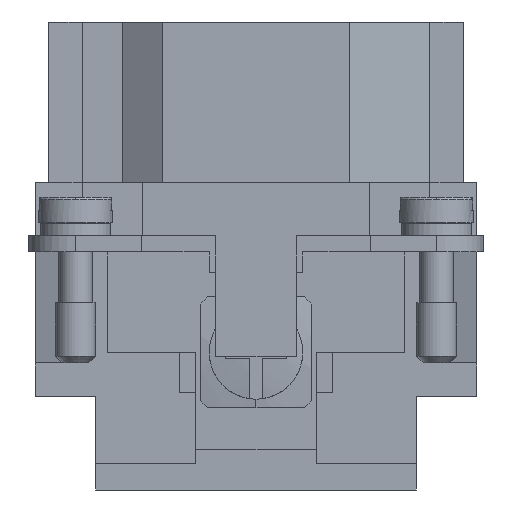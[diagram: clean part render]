
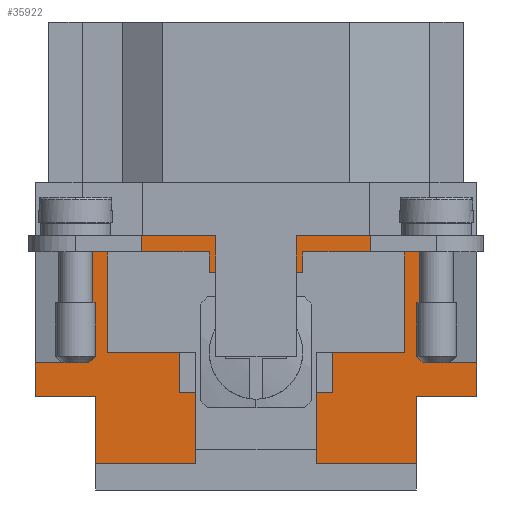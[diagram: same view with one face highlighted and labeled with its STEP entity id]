
A CAD part, left-side view. The second image highlights one B-rep face of the part: STEP entity #35922.
In plain terms, the highlighted planar face has unit normal (-1, 0, 0).
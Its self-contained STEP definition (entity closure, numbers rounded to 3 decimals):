
#31538=CARTESIAN_POINT('',(-45.0,-13.,-4.2));
#31539=VERTEX_POINT('',#31538);
#31546=CARTESIAN_POINT('',(-45.0,-13.0,-4.4));
#31547=VERTEX_POINT('',#31546);
#31548=CARTESIAN_POINT('',(-45.0,-13.0,-4.4));
#31549=DIRECTION('',(0.0,0.0,1.0));
#31550=VECTOR('',#31549,0.2);
#31551=LINE('',#31548,#31550);
#31552=EDGE_CURVE('',#31547,#31539,#31551,.T.);
#35572=CARTESIAN_POINT('',(-45.0,13.0,-9.406));
#35573=VERTEX_POINT('',#35572);
#35582=CARTESIAN_POINT('',(-45.0,12.99,-9.406));
#35583=VERTEX_POINT('',#35582);
#35584=CARTESIAN_POINT('',(-45.0,12.99,-9.406));
#35585=DIRECTION('',(0.0,1.0,0.0));
#35586=VECTOR('',#35585,0.01);
#35587=LINE('',#35584,#35586);
#35588=EDGE_CURVE('',#35583,#35573,#35587,.T.);
#35630=CARTESIAN_POINT('',(-45.0,13.0,-4.4));
#35631=VERTEX_POINT('',#35630);
#35662=CARTESIAN_POINT('',(-45.0,12.99,-4.4));
#35663=VERTEX_POINT('',#35662);
#35670=CARTESIAN_POINT('',(-45.0,13.0,-4.4));
#35671=DIRECTION('',(0.0,-1.0,0.0));
#35672=VECTOR('',#35671,0.01);
#35673=LINE('',#35670,#35672);
#35674=EDGE_CURVE('',#35631,#35663,#35673,.T.);
#35684=CARTESIAN_POINT('',(-45.0,12.99,-4.4));
#35685=DIRECTION('',(0.0,0.0,-1.0));
#35686=VECTOR('',#35685,5.006);
#35687=LINE('',#35684,#35686);
#35688=EDGE_CURVE('',#35663,#35583,#35687,.T.);
#35723=CARTESIAN_POINT('',(-45.0,0.0,-3.));
#35724=DIRECTION('',(1.0,0.0,0.0));
#35725=DIRECTION('',(0.0,0.0,-1.0));
#35726=AXIS2_PLACEMENT_3D('',#35723,#35724,#35725);
#35727=PLANE('',#35726);
#35728=ORIENTED_EDGE('',*,*,#35674,.T.);
#35729=ORIENTED_EDGE('',*,*,#35688,.T.);
#35730=ORIENTED_EDGE('',*,*,#35588,.T.);
#35731=CARTESIAN_POINT('',(-45.0,13.,-12.5));
#35732=VERTEX_POINT('',#35731);
#35733=CARTESIAN_POINT('',(-45.0,13.0,-9.406));
#35734=DIRECTION('',(0.0,0.0,-1.0));
#35735=VECTOR('',#35734,3.094);
#35736=LINE('',#35733,#35735);
#35737=EDGE_CURVE('',#35573,#35732,#35736,.T.);
#35738=ORIENTED_EDGE('',*,*,#35737,.T.);
#35739=CARTESIAN_POINT('',(-45.0,16.5,-12.5));
#35740=VERTEX_POINT('',#35739);
#35741=CARTESIAN_POINT('',(-45.0,13.,-12.5));
#35742=DIRECTION('',(0.0,1.0,0.0));
#35743=VECTOR('',#35742,3.5);
#35744=LINE('',#35741,#35743);
#35745=EDGE_CURVE('',#35732,#35740,#35744,.T.);
#35746=ORIENTED_EDGE('',*,*,#35745,.T.);
#35747=CARTESIAN_POINT('',(-45.0,16.5,-15.0));
#35748=VERTEX_POINT('',#35747);
#35749=CARTESIAN_POINT('',(-45.0,16.5,-15.0));
#35750=DIRECTION('',(0.0,0.0,1.0));
#35751=VECTOR('',#35750,2.5);
#35752=LINE('',#35749,#35751);
#35753=EDGE_CURVE('',#35748,#35740,#35752,.T.);
#35754=ORIENTED_EDGE('',*,*,#35753,.F.);
#35755=CARTESIAN_POINT('',(-45.0,12.0,-15.0));
#35756=VERTEX_POINT('',#35755);
#35757=CARTESIAN_POINT('',(-45.0,16.5,-15.0));
#35758=DIRECTION('',(0.0,-1.0,0.0));
#35759=VECTOR('',#35758,4.5);
#35760=LINE('',#35757,#35759);
#35761=EDGE_CURVE('',#35748,#35756,#35760,.T.);
#35762=ORIENTED_EDGE('',*,*,#35761,.T.);
#35763=CARTESIAN_POINT('',(-45.0,12.0,-20.0));
#35764=VERTEX_POINT('',#35763);
#35765=CARTESIAN_POINT('',(-45.0,12.0,-15.0));
#35766=DIRECTION('',(0.0,0.0,-1.0));
#35767=VECTOR('',#35766,5.0);
#35768=LINE('',#35765,#35767);
#35769=EDGE_CURVE('',#35756,#35764,#35768,.T.);
#35770=ORIENTED_EDGE('',*,*,#35769,.T.);
#35771=CARTESIAN_POINT('',(-45.0,4.55,-20.0));
#35772=VERTEX_POINT('',#35771);
#35773=CARTESIAN_POINT('',(-45.0,4.55,-20.0));
#35774=DIRECTION('',(0.0,1.0,0.0));
#35775=VECTOR('',#35774,7.45);
#35776=LINE('',#35773,#35775);
#35777=EDGE_CURVE('',#35772,#35764,#35776,.T.);
#35778=ORIENTED_EDGE('',*,*,#35777,.F.);
#35779=CARTESIAN_POINT('',(-45.0,4.55,-16.5));
#35780=VERTEX_POINT('',#35779);
#35781=CARTESIAN_POINT('',(-45.0,4.55,-20.0));
#35782=DIRECTION('',(0.0,0.0,1.0));
#35783=VECTOR('',#35782,3.5);
#35784=LINE('',#35781,#35783);
#35785=EDGE_CURVE('',#35772,#35780,#35784,.T.);
#35786=ORIENTED_EDGE('',*,*,#35785,.T.);
#35787=CARTESIAN_POINT('',(-45.0,-4.55,-16.5));
#35788=VERTEX_POINT('',#35787);
#35789=CARTESIAN_POINT('',(-45.0,4.55,-16.5));
#35790=DIRECTION('',(0.0,-1.0,0.0));
#35791=VECTOR('',#35790,9.1);
#35792=LINE('',#35789,#35791);
#35793=EDGE_CURVE('',#35780,#35788,#35792,.T.);
#35794=ORIENTED_EDGE('',*,*,#35793,.T.);
#35795=CARTESIAN_POINT('',(-45.0,-4.55,-20.0));
#35796=VERTEX_POINT('',#35795);
#35797=CARTESIAN_POINT('',(-45.0,-4.55,-16.5));
#35798=DIRECTION('',(0.0,0.0,-1.0));
#35799=VECTOR('',#35798,3.5);
#35800=LINE('',#35797,#35799);
#35801=EDGE_CURVE('',#35788,#35796,#35800,.T.);
#35802=ORIENTED_EDGE('',*,*,#35801,.T.);
#35803=CARTESIAN_POINT('',(-45.0,-12.,-20.0));
#35804=VERTEX_POINT('',#35803);
#35805=CARTESIAN_POINT('',(-45.0,-12.,-20.0));
#35806=DIRECTION('',(0.0,1.0,0.0));
#35807=VECTOR('',#35806,7.45);
#35808=LINE('',#35805,#35807);
#35809=EDGE_CURVE('',#35804,#35796,#35808,.T.);
#35810=ORIENTED_EDGE('',*,*,#35809,.F.);
#35811=CARTESIAN_POINT('',(-45.0,-12.,-15.0));
#35812=VERTEX_POINT('',#35811);
#35813=CARTESIAN_POINT('',(-45.0,-12.,-20.0));
#35814=DIRECTION('',(0.0,0.0,1.0));
#35815=VECTOR('',#35814,5.0);
#35816=LINE('',#35813,#35815);
#35817=EDGE_CURVE('',#35804,#35812,#35816,.T.);
#35818=ORIENTED_EDGE('',*,*,#35817,.T.);
#35819=CARTESIAN_POINT('',(-45.0,-16.5,-15.0));
#35820=VERTEX_POINT('',#35819);
#35821=CARTESIAN_POINT('',(-45.0,-12.,-15.0));
#35822=DIRECTION('',(0.0,-1.0,0.0));
#35823=VECTOR('',#35822,4.5);
#35824=LINE('',#35821,#35823);
#35825=EDGE_CURVE('',#35812,#35820,#35824,.T.);
#35826=ORIENTED_EDGE('',*,*,#35825,.T.);
#35827=CARTESIAN_POINT('',(-45.0,-16.5,-12.5));
#35828=VERTEX_POINT('',#35827);
#35829=CARTESIAN_POINT('',(-45.0,-16.5,-12.5));
#35830=DIRECTION('',(0.0,0.0,-1.0));
#35831=VECTOR('',#35830,2.5);
#35832=LINE('',#35829,#35831);
#35833=EDGE_CURVE('',#35828,#35820,#35832,.T.);
#35834=ORIENTED_EDGE('',*,*,#35833,.F.);
#35835=CARTESIAN_POINT('',(-45.0,-13.0,-12.5));
#35836=VERTEX_POINT('',#35835);
#35837=CARTESIAN_POINT('',(-45.0,-16.5,-12.5));
#35838=DIRECTION('',(0.0,1.0,0.0));
#35839=VECTOR('',#35838,3.5);
#35840=LINE('',#35837,#35839);
#35841=EDGE_CURVE('',#35828,#35836,#35840,.T.);
#35842=ORIENTED_EDGE('',*,*,#35841,.T.);
#35843=CARTESIAN_POINT('',(-45.0,-13.0,-9.406));
#35844=VERTEX_POINT('',#35843);
#35845=CARTESIAN_POINT('',(-45.0,-13.0,-12.5));
#35846=DIRECTION('',(0.0,0.0,1.0));
#35847=VECTOR('',#35846,3.094);
#35848=LINE('',#35845,#35847);
#35849=EDGE_CURVE('',#35836,#35844,#35848,.T.);
#35850=ORIENTED_EDGE('',*,*,#35849,.T.);
#35851=CARTESIAN_POINT('',(-45.0,-12.99,-9.406));
#35852=VERTEX_POINT('',#35851);
#35853=CARTESIAN_POINT('',(-45.0,-13.0,-9.406));
#35854=DIRECTION('',(0.0,1.0,0.0));
#35855=VECTOR('',#35854,0.01);
#35856=LINE('',#35853,#35855);
#35857=EDGE_CURVE('',#35844,#35852,#35856,.T.);
#35858=ORIENTED_EDGE('',*,*,#35857,.T.);
#35859=CARTESIAN_POINT('',(-45.0,-12.99,-4.4));
#35860=VERTEX_POINT('',#35859);
#35861=CARTESIAN_POINT('',(-45.0,-12.99,-9.406));
#35862=DIRECTION('',(0.0,0.0,1.0));
#35863=VECTOR('',#35862,5.006);
#35864=LINE('',#35861,#35863);
#35865=EDGE_CURVE('',#35852,#35860,#35864,.T.);
#35866=ORIENTED_EDGE('',*,*,#35865,.T.);
#35867=CARTESIAN_POINT('',(-45.0,-12.99,-4.4));
#35868=DIRECTION('',(0.0,-1.0,0.0));
#35869=VECTOR('',#35868,0.01);
#35870=LINE('',#35867,#35869);
#35871=EDGE_CURVE('',#35860,#31547,#35870,.T.);
#35872=ORIENTED_EDGE('',*,*,#35871,.T.);
#35873=ORIENTED_EDGE('',*,*,#31552,.T.);
#35874=CARTESIAN_POINT('',(-45.0,-8.55,-4.2));
#35875=VERTEX_POINT('',#35874);
#35876=CARTESIAN_POINT('',(-45.0,-13.,-4.2));
#35877=DIRECTION('',(0.0,1.0,0.0));
#35878=VECTOR('',#35877,4.45);
#35879=LINE('',#35876,#35878);
#35880=EDGE_CURVE('',#31539,#35875,#35879,.T.);
#35881=ORIENTED_EDGE('',*,*,#35880,.T.);
#35882=CARTESIAN_POINT('',(-45.0,-8.55,-3.));
#35883=VERTEX_POINT('',#35882);
#35884=CARTESIAN_POINT('',(-45.0,-8.55,-4.2));
#35885=DIRECTION('',(0.0,0.0,1.0));
#35886=VECTOR('',#35885,1.2);
#35887=LINE('',#35884,#35886);
#35888=EDGE_CURVE('',#35875,#35883,#35887,.T.);
#35889=ORIENTED_EDGE('',*,*,#35888,.T.);
#35890=CARTESIAN_POINT('',(-45.0,8.55,-3.));
#35891=VERTEX_POINT('',#35890);
#35892=CARTESIAN_POINT('',(-45.0,8.55,-3.));
#35893=DIRECTION('',(0.0,-1.0,0.0));
#35894=VECTOR('',#35893,17.1);
#35895=LINE('',#35892,#35894);
#35896=EDGE_CURVE('',#35891,#35883,#35895,.T.);
#35897=ORIENTED_EDGE('',*,*,#35896,.F.);
#35898=CARTESIAN_POINT('',(-45.0,8.55,-4.2));
#35899=VERTEX_POINT('',#35898);
#35900=CARTESIAN_POINT('',(-45.0,8.55,-3.));
#35901=DIRECTION('',(0.0,0.0,-1.0));
#35902=VECTOR('',#35901,1.2);
#35903=LINE('',#35900,#35902);
#35904=EDGE_CURVE('',#35891,#35899,#35903,.T.);
#35905=ORIENTED_EDGE('',*,*,#35904,.T.);
#35906=CARTESIAN_POINT('',(-45.0,13.,-4.2));
#35907=VERTEX_POINT('',#35906);
#35908=CARTESIAN_POINT('',(-45.0,8.55,-4.2));
#35909=DIRECTION('',(0.0,1.0,0.0));
#35910=VECTOR('',#35909,4.45);
#35911=LINE('',#35908,#35910);
#35912=EDGE_CURVE('',#35899,#35907,#35911,.T.);
#35913=ORIENTED_EDGE('',*,*,#35912,.T.);
#35914=CARTESIAN_POINT('',(-45.0,13.,-4.2));
#35915=DIRECTION('',(0.0,0.0,-1.0));
#35916=VECTOR('',#35915,0.2);
#35917=LINE('',#35914,#35916);
#35918=EDGE_CURVE('',#35907,#35631,#35917,.T.);
#35919=ORIENTED_EDGE('',*,*,#35918,.T.);
#35920=EDGE_LOOP('',(#35728,#35729,#35730,#35738,#35746,#35754,#35762,#35770,#35778,#35786,#35794,#35802,#35810,#35818,#35826,#35834,#35842,#35850,#35858,#35866,#35872,#35873,#35881,#35889,#35897,#35905,#35913,#35919));
#35921=FACE_OUTER_BOUND('',#35920,.T.);
#35922=ADVANCED_FACE('',(#35921),#35727,.F.);
